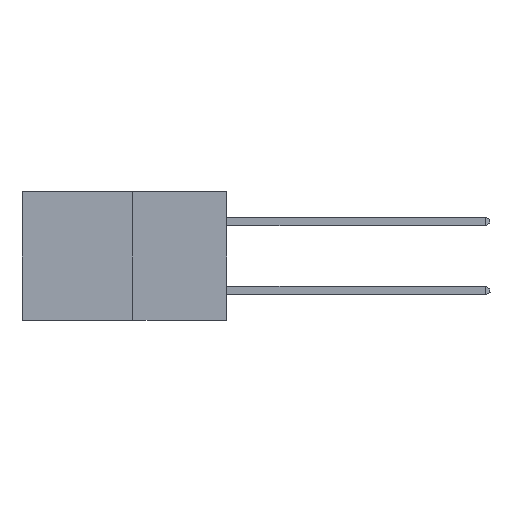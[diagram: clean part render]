
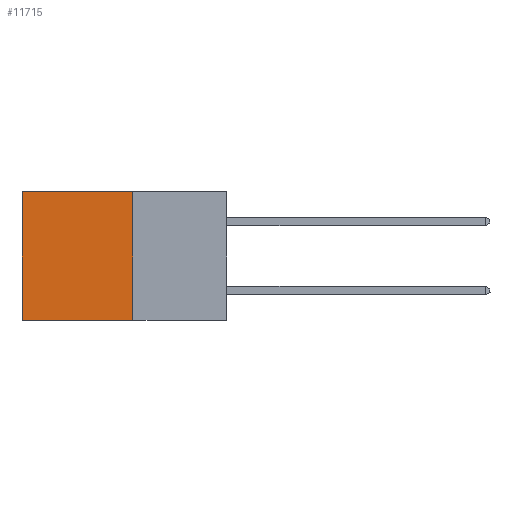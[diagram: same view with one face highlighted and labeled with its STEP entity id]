
A CAD part, left-side view. The second image highlights one B-rep face of the part: STEP entity #11715.
In plain terms, the highlighted planar face has unit normal (-1, 0, 0).
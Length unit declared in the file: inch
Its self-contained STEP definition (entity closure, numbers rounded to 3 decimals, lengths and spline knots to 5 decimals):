
#834 = AXIS2_PLACEMENT_3D ( 'NONE', #17452, #920, #20262 ) ;
#920 = DIRECTION ( 'NONE',  ( 1., 0., 0. ) ) ;
#2319 = CARTESIAN_POINT ( 'NONE',  ( 0.277, 0.59, 0. ) ) ;
#3347 = VERTEX_POINT ( 'NONE', #34111 ) ;
#4155 = VECTOR ( 'NONE', #15531, 39.37008 ) ;
#6136 = LINE ( 'NONE', #22330, #25519 ) ;
#6921 = ORIENTED_EDGE ( 'NONE', *, *, #26038, .F. ) ;
#7511 = VERTEX_POINT ( 'NONE', #28932 ) ;
#7837 = LINE ( 'NONE', #9738, #21622 ) ;
#8685 = EDGE_LOOP ( 'NONE', ( #22838, #6921, #28928, #14887 ) ) ;
#8926 = EDGE_CURVE ( 'NONE', #24902, #3347, #7837, .T. ) ;
#9738 = CARTESIAN_POINT ( 'NONE',  ( 0.277, 0.27, -0.37 ) ) ;
#10659 = LINE ( 'NONE', #31960, #4155 ) ;
#11715 = ADVANCED_FACE ( 'NONE', ( #31907 ), #11949, .F. ) ;
#11949 = PLANE ( 'NONE',  #834 ) ;
#13852 = CARTESIAN_POINT ( 'NONE',  ( 0.277, 0.27, 0. ) ) ;
#14887 = ORIENTED_EDGE ( 'NONE', *, *, #17820, .T. ) ;
#15531 = DIRECTION ( 'NONE',  ( 0., 0., -1. ) ) ;
#17452 = CARTESIAN_POINT ( 'NONE',  ( 0.277, 0.27, -0.37 ) ) ;
#17820 = EDGE_CURVE ( 'NONE', #24902, #22101, #6136, .T. ) ;
#18180 = VECTOR ( 'NONE', #34759, 39.37008 ) ;
#20262 = DIRECTION ( 'NONE',  ( 0., 0., -1. ) ) ;
#20938 = EDGE_CURVE ( 'NONE', #22101, #7511, #10659, .T. ) ;
#21622 = VECTOR ( 'NONE', #28798, 39.37008 ) ;
#22101 = VERTEX_POINT ( 'NONE', #2319 ) ;
#22330 = CARTESIAN_POINT ( 'NONE',  ( 0.277, 0.27, 0. ) ) ;
#22838 = ORIENTED_EDGE ( 'NONE', *, *, #20938, .T. ) ;
#24902 = VERTEX_POINT ( 'NONE', #13852 ) ;
#25100 = DIRECTION ( 'NONE',  ( 0., 1., 0. ) ) ;
#25519 = VECTOR ( 'NONE', #25100, 39.37008 ) ;
#26038 = EDGE_CURVE ( 'NONE', #3347, #7511, #32765, .T. ) ;
#28798 = DIRECTION ( 'NONE',  ( 0., 0., -1. ) ) ;
#28928 = ORIENTED_EDGE ( 'NONE', *, *, #8926, .F. ) ;
#28932 = CARTESIAN_POINT ( 'NONE',  ( 0.277, 0.59, -0.37 ) ) ;
#31907 = FACE_OUTER_BOUND ( 'NONE', #8685, .T. ) ;
#31960 = CARTESIAN_POINT ( 'NONE',  ( 0.277, 0.59, -0.37 ) ) ;
#31999 = CARTESIAN_POINT ( 'NONE',  ( 0.277, 0.27, -0.37 ) ) ;
#32765 = LINE ( 'NONE', #31999, #18180 ) ;
#34111 = CARTESIAN_POINT ( 'NONE',  ( 0.277, 0.27, -0.37 ) ) ;
#34759 = DIRECTION ( 'NONE',  ( 0., 1., 0. ) ) ;
